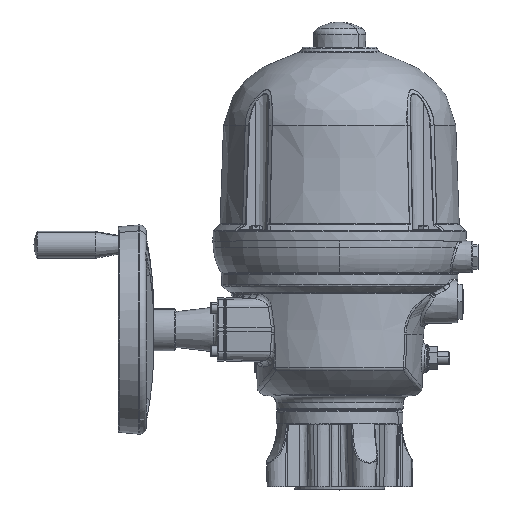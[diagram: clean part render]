
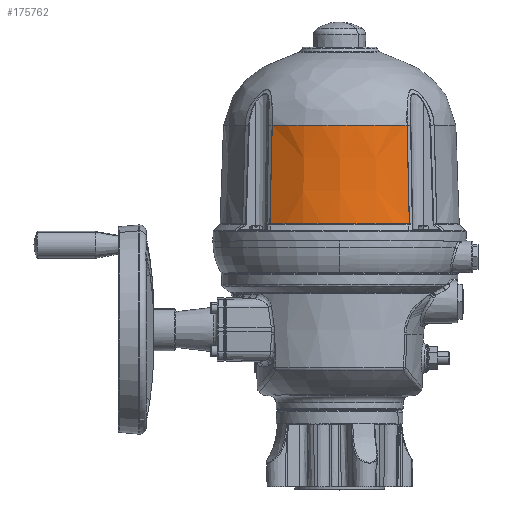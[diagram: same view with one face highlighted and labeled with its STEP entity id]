
A CAD part, top view. The second image highlights one B-rep face of the part: STEP entity #175762.
In plain terms, the highlighted conical face has half-angle 2 degrees and reference radius 113.2 mm.
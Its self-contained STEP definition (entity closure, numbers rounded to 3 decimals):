
#73 = CARTESIAN_POINT ( 'NONE',  ( -65.916, 162.677, 92.012 ) ) ;
#747 = AXIS2_PLACEMENT_3D ( 'NONE', #97809, #6277, #225249 ) ;
#2755 = CARTESIAN_POINT ( 'NONE',  ( -63.805, 255.8, 89.524 ) ) ;
#3420 = CARTESIAN_POINT ( 'NONE',  ( -65.612, 162.71, 92.228 ) ) ;
#4347 = CARTESIAN_POINT ( 'NONE',  ( -63.911, 251.136, 89.649 ) ) ;
#6277 = DIRECTION ( 'NONE',  ( 0., -1., 0. ) ) ;
#6525 = EDGE_CURVE ( 'NONE', #121011, #53966, #11725, .T. ) ;
#10348 = CARTESIAN_POINT ( 'NONE',  ( 65.819, 166.964, 91.898 ) ) ;
#11387 = CARTESIAN_POINT ( 'NONE',  ( 65.88, 164.299, 91.969 ) ) ;
#11541 = ORIENTED_EDGE ( 'NONE', *, *, #6525, .T. ) ;
#11725 = B_SPLINE_CURVE_WITH_KNOTS ( 'NONE', 3,
 ( #12911, #136517, #138043, #11387, #10348, #133858, #133073, #132262, #131502, #130709, #128354, #47012, #35992 ),
 .UNSPECIFIED., .F., .F.,
 ( 4, 3, 3, 3, 4 ),
 ( 0., 0.002, 0.01, 0.042, 0.094 ),
 .UNSPECIFIED. ) ;
#12911 = CARTESIAN_POINT ( 'NONE',  ( 65.916, 162.677, 92.012 ) ) ;
#21782 = CIRCLE ( 'NONE', #181359, 109.935 ) ;
#21808 = DIRECTION ( 'NONE',  ( 0., -1., 0. ) ) ;
#22633 = CARTESIAN_POINT ( 'NONE',  ( -64.032, 245.806, 89.791 ) ) ;
#28993 = EDGE_CURVE ( 'NONE', #132176, #176178, #69738, .T. ) ;
#34848 = B_SPLINE_CURVE_WITH_KNOTS ( 'NONE', 3,
 ( #221527, #201631, #184924, #3420 ),
 .UNSPECIFIED., .F., .F.,
 ( 4, 4 ),
 ( 0., 0. ),
 .UNSPECIFIED. ) ;
#35992 = CARTESIAN_POINT ( 'NONE',  ( 63.805, 255.8, 89.524 ) ) ;
#40944 = CARTESIAN_POINT ( 'NONE',  ( -64.515, 224.486, 90.361 ) ) ;
#47012 = CARTESIAN_POINT ( 'NONE',  ( 64.194, 238.625, 89.983 ) ) ;
#51337 = VERTEX_POINT ( 'NONE', #113153 ) ;
#53966 = VERTEX_POINT ( 'NONE', #200416 ) ;
#59231 = CARTESIAN_POINT ( 'NONE',  ( -65.143, 196.776, 91.102 ) ) ;
#59461 = CARTESIAN_POINT ( 'NONE',  ( 65.916, 162.677, 92.012 ) ) ;
#61698 = EDGE_CURVE ( 'NONE', #166999, #132176, #34848, .T. ) ;
#63576 = AXIS2_PLACEMENT_3D ( 'NONE', #103255, #230715, #121586 ) ;
#69738 = CIRCLE ( 'NONE', #63576, 113.186 ) ;
#77532 = CARTESIAN_POINT ( 'NONE',  ( -65.916, 162.677, 92.012 ) ) ;
#90517 = ORIENTED_EDGE ( 'NONE', *, *, #185005, .T. ) ;
#94063 = CARTESIAN_POINT ( 'NONE',  ( -65.612, 162.71, 92.228 ) ) ;
#97809 = CARTESIAN_POINT ( 'NONE',  ( 0., 162.3, 0. ) ) ;
#99323 = CARTESIAN_POINT ( 'NONE',  ( 65.916, 162.677, 92.012 ) ) ;
#103255 = CARTESIAN_POINT ( 'NONE',  ( 0., 162.71, 0. ) ) ;
#109921 = ORIENTED_EDGE ( 'NONE', *, *, #166504, .T. ) ;
#113153 = CARTESIAN_POINT ( 'NONE',  ( -63.805, 255.8, 89.524 ) ) ;
#113386 = CARTESIAN_POINT ( 'NONE',  ( -63.85, 253.801, 89.578 ) ) ;
#121011 = VERTEX_POINT ( 'NONE', #59461 ) ;
#121586 = DIRECTION ( 'NONE',  ( -1., 0., 0. ) ) ;
#128354 = CARTESIAN_POINT ( 'NONE',  ( 64.584, 221.449, 90.442 ) ) ;
#130709 = CARTESIAN_POINT ( 'NONE',  ( 64.973, 204.274, 90.901 ) ) ;
#130872 = CARTESIAN_POINT ( 'NONE',  ( 0., 255.8, 0. ) ) ;
#131502 = CARTESIAN_POINT ( 'NONE',  ( 65.215, 193.614, 91.186 ) ) ;
#131684 = CARTESIAN_POINT ( 'NONE',  ( -63.971, 248.471, 89.72 ) ) ;
#132176 = VERTEX_POINT ( 'NONE', #94063 ) ;
#132262 = CARTESIAN_POINT ( 'NONE',  ( 65.456, 182.954, 91.471 ) ) ;
#133073 = CARTESIAN_POINT ( 'NONE',  ( 65.698, 172.294, 91.756 ) ) ;
#133168 = B_SPLINE_CURVE_WITH_KNOTS ( 'NONE', 3,
 ( #2755, #204180, #222466, #113386, #4347, #131684, #22633, #149949, #40944, #168286, #59231, #186661, #77532 ),
 .UNSPECIFIED., .F., .F.,
 ( 4, 3, 3, 3, 4 ),
 ( 0., 0.002, 0.01, 0.042, 0.093 ),
 .UNSPECIFIED. ) ;
#133858 = CARTESIAN_POINT ( 'NONE',  ( 65.759, 169.629, 91.827 ) ) ;
#136517 = CARTESIAN_POINT ( 'NONE',  ( 65.904, 163.218, 91.998 ) ) ;
#138043 = CARTESIAN_POINT ( 'NONE',  ( 65.892, 163.758, 91.984 ) ) ;
#149120 = DIRECTION ( 'NONE',  ( -1., 0., 0. ) ) ;
#149949 = CARTESIAN_POINT ( 'NONE',  ( -64.273, 235.146, 90.076 ) ) ;
#166504 = EDGE_CURVE ( 'NONE', #53966, #51337, #21782, .T. ) ;
#166999 = VERTEX_POINT ( 'NONE', #73 ) ;
#168286 = CARTESIAN_POINT ( 'NONE',  ( -64.756, 213.826, 90.646 ) ) ;
#169398 = CARTESIAN_POINT ( 'NONE',  ( 65.612, 162.71, 92.228 ) ) ;
#175762 = ADVANCED_FACE ( 'NONE', ( #185643 ), #211216, .T. ) ;
#176178 = VERTEX_POINT ( 'NONE', #235378 ) ;
#181359 = AXIS2_PLACEMENT_3D ( 'NONE', #130872, #21808, #149120 ) ;
#184924 = CARTESIAN_POINT ( 'NONE',  ( -65.714, 162.71, 92.156 ) ) ;
#185005 = EDGE_CURVE ( 'NONE', #51337, #166999, #133168, .T. ) ;
#185643 = FACE_OUTER_BOUND ( 'NONE', #223984, .T. ) ;
#186661 = CARTESIAN_POINT ( 'NONE',  ( -65.53, 179.727, 91.557 ) ) ;
#189132 = B_SPLINE_CURVE_WITH_KNOTS ( 'NONE', 3,
 ( #169398, #206868, #208444, #99323 ),
 .UNSPECIFIED., .F., .F.,
 ( 4, 4 ),
 ( 0., 0. ),
 .UNSPECIFIED. ) ;
#200416 = CARTESIAN_POINT ( 'NONE',  ( 63.805, 255.8, 89.524 ) ) ;
#201631 = CARTESIAN_POINT ( 'NONE',  ( -65.816, 162.7, 92.084 ) ) ;
#204180 = CARTESIAN_POINT ( 'NONE',  ( -63.82, 255.134, 89.542 ) ) ;
#204496 = ORIENTED_EDGE ( 'NONE', *, *, #61698, .T. ) ;
#206868 = CARTESIAN_POINT ( 'NONE',  ( 65.714, 162.71, 92.156 ) ) ;
#208444 = CARTESIAN_POINT ( 'NONE',  ( 65.816, 162.7, 92.084 ) ) ;
#211216 = CONICAL_SURFACE ( 'NONE', #747, 113.2, 0.035 ) ;
#221527 = CARTESIAN_POINT ( 'NONE',  ( -65.916, 162.677, 92.012 ) ) ;
#222466 = CARTESIAN_POINT ( 'NONE',  ( -63.835, 254.467, 89.56 ) ) ;
#223984 = EDGE_LOOP ( 'NONE', ( #109921, #90517, #204496, #227666, #226542, #11541 ) ) ;
#224925 = EDGE_CURVE ( 'NONE', #176178, #121011, #189132, .T. ) ;
#225249 = DIRECTION ( 'NONE',  ( -1., 0., 0. ) ) ;
#226542 = ORIENTED_EDGE ( 'NONE', *, *, #224925, .T. ) ;
#227666 = ORIENTED_EDGE ( 'NONE', *, *, #28993, .T. ) ;
#230715 = DIRECTION ( 'NONE',  ( 0., 1., 0. ) ) ;
#235378 = CARTESIAN_POINT ( 'NONE',  ( 65.612, 162.71, 92.228 ) ) ;
